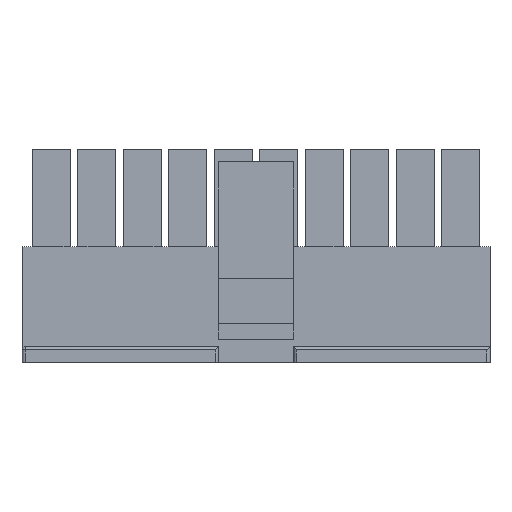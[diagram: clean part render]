
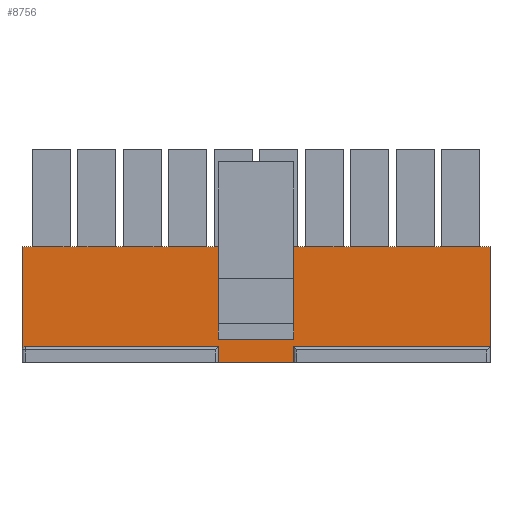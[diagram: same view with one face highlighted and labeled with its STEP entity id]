
A CAD part, top view. The second image highlights one B-rep face of the part: STEP entity #8756.
In plain terms, the highlighted planar face has unit normal (0, 0, 1).
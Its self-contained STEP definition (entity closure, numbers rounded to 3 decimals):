
#47=CIRCLE('',#9254,0.2);
#1170=ORIENTED_EDGE('',*,*,#2565,.F.);
#1171=ORIENTED_EDGE('',*,*,#3394,.T.);
#1172=ORIENTED_EDGE('',*,*,#2571,.T.);
#1173=ORIENTED_EDGE('',*,*,#3395,.T.);
#1174=ORIENTED_EDGE('',*,*,#3396,.T.);
#1175=ORIENTED_EDGE('',*,*,#3397,.F.);
#1176=ORIENTED_EDGE('',*,*,#3398,.F.);
#1177=ORIENTED_EDGE('',*,*,#3399,.F.);
#1178=ORIENTED_EDGE('',*,*,#3400,.T.);
#1179=ORIENTED_EDGE('',*,*,#3401,.F.);
#1180=ORIENTED_EDGE('',*,*,#3402,.T.);
#1181=ORIENTED_EDGE('',*,*,#3387,.F.);
#1182=ORIENTED_EDGE('',*,*,#3403,.T.);
#1183=ORIENTED_EDGE('',*,*,#2676,.F.);
#1184=ORIENTED_EDGE('',*,*,#3404,.F.);
#1185=ORIENTED_EDGE('',*,*,#3386,.F.);
#1186=ORIENTED_EDGE('',*,*,#3405,.T.);
#2565=EDGE_CURVE('',#3819,#3820,#4619,.T.);
#2571=EDGE_CURVE('',#3825,#3826,#4625,.T.);
#2676=EDGE_CURVE('',#3911,#3912,#4729,.T.);
#3386=EDGE_CURVE('',#4457,#4454,#5434,.T.);
#3387=EDGE_CURVE('',#4458,#4459,#5435,.T.);
#3394=EDGE_CURVE('',#3819,#3825,#5442,.T.);
#3395=EDGE_CURVE('',#3826,#3820,#5443,.T.);
#3396=EDGE_CURVE('',#4464,#4465,#5444,.T.);
#3397=EDGE_CURVE('',#4466,#4465,#5445,.T.);
#3398=EDGE_CURVE('',#4467,#4466,#5446,.T.);
#3399=EDGE_CURVE('',#4464,#4467,#5447,.T.);
#3400=EDGE_CURVE('',#4468,#4469,#5448,.T.);
#3401=EDGE_CURVE('',#4470,#4469,#5449,.T.);
#3402=EDGE_CURVE('',#4470,#4459,#47,.F.);
#3403=EDGE_CURVE('',#4458,#3912,#5450,.T.);
#3404=EDGE_CURVE('',#4454,#3911,#5451,.T.);
#3405=EDGE_CURVE('',#4457,#4468,#5452,.T.);
#3819=VERTEX_POINT('',#11809);
#3820=VERTEX_POINT('',#11811);
#3825=VERTEX_POINT('',#11824);
#3826=VERTEX_POINT('',#11825);
#3911=VERTEX_POINT('',#12031);
#3912=VERTEX_POINT('',#12033);
#4454=VERTEX_POINT('',#13429);
#4457=VERTEX_POINT('',#13434);
#4458=VERTEX_POINT('',#13438);
#4459=VERTEX_POINT('',#13439);
#4464=VERTEX_POINT('',#13455);
#4465=VERTEX_POINT('',#13456);
#4466=VERTEX_POINT('',#13458);
#4467=VERTEX_POINT('',#13460);
#4468=VERTEX_POINT('',#13463);
#4469=VERTEX_POINT('',#13464);
#4470=VERTEX_POINT('',#13466);
#4619=LINE('',#11810,#5854);
#4625=LINE('',#11823,#5860);
#4729=LINE('',#12032,#5964);
#5434=LINE('',#13435,#6669);
#5435=LINE('',#13437,#6670);
#5442=LINE('',#13452,#6677);
#5443=LINE('',#13453,#6678);
#5444=LINE('',#13454,#6679);
#5445=LINE('',#13457,#6680);
#5446=LINE('',#13459,#6681);
#5447=LINE('',#13461,#6682);
#5448=LINE('',#13462,#6683);
#5449=LINE('',#13465,#6684);
#5450=LINE('',#13468,#6685);
#5451=LINE('',#13469,#6686);
#5452=LINE('',#13470,#6687);
#5854=VECTOR('',#9580,1000.);
#5860=VECTOR('',#9590,1000.);
#5964=VECTOR('',#9730,1000.);
#6669=VECTOR('',#10739,1000.);
#6670=VECTOR('',#10742,1000.);
#6677=VECTOR('',#10753,1000.);
#6678=VECTOR('',#10754,1000.);
#6679=VECTOR('',#10755,1000.);
#6680=VECTOR('',#10756,1000.);
#6681=VECTOR('',#10757,1000.);
#6682=VECTOR('',#10758,1000.);
#6683=VECTOR('',#10759,1000.);
#6684=VECTOR('',#10760,1000.);
#6685=VECTOR('',#10763,1000.);
#6686=VECTOR('',#10764,1000.);
#6687=VECTOR('',#10765,1000.);
#7286=EDGE_LOOP('',(#1170,#1171,#1172,#1173));
#7287=EDGE_LOOP('',(#1174,#1175,#1176,#1177));
#7288=EDGE_LOOP('',(#1178,#1179,#1180,#1181,#1182,#1183,#1184,#1185,#1186));
#7804=FACE_BOUND('',#7286,.T.);
#7805=FACE_BOUND('',#7287,.T.);
#7806=FACE_BOUND('',#7288,.T.);
#8292=PLANE('',#9253);
#8756=ADVANCED_FACE('',(#7804,#7805,#7806),#8292,.T.);
#9253=AXIS2_PLACEMENT_3D('',#13451,#10751,#10752);
#9254=AXIS2_PLACEMENT_3D('',#13467,#10761,#10762);
#9580=DIRECTION('',(-1.,0.,0.));
#9590=DIRECTION('',(-1.,0.,0.));
#9730=DIRECTION('',(-1.,0.,0.));
#10739=DIRECTION('',(-1.,0.,0.));
#10742=DIRECTION('',(-1.,0.,0.));
#10751=DIRECTION('',(0.,0.,1.));
#10752=DIRECTION('',(1.,0.,0.));
#10753=DIRECTION('',(0.,-1.,0.));
#10754=DIRECTION('',(0.,1.,0.));
#10755=DIRECTION('',(-1.,0.,0.));
#10756=DIRECTION('',(0.,-1.,0.));
#10757=DIRECTION('',(-1.,0.,0.));
#10758=DIRECTION('',(0.,1.,0.));
#10759=DIRECTION('',(-1.,0.,0.));
#10760=DIRECTION('',(0.,1.,0.));
#10761=DIRECTION('',(0.,0.,1.));
#10762=DIRECTION('',(1.,0.,0.));
#10763=DIRECTION('',(0.,-1.,0.));
#10764=DIRECTION('',(0.,-1.,0.));
#10765=DIRECTION('',(0.,1.,0.));
#11809=CARTESIAN_POINT('',(-1.625,2.419,1.93));
#11810=CARTESIAN_POINT('',(2.5,2.419,1.93));
#11811=CARTESIAN_POINT('',(-2.5,2.419,1.93));
#11823=CARTESIAN_POINT('',(2.5,1.619,1.93));
#11824=CARTESIAN_POINT('',(-1.625,1.619,1.93));
#11825=CARTESIAN_POINT('',(-2.5,1.619,1.93));
#12031=CARTESIAN_POINT('',(2.5,-4.3,1.93));
#12032=CARTESIAN_POINT('',(2.5,-4.3,1.93));
#12033=CARTESIAN_POINT('',(-2.5,-4.3,1.93));
#13429=CARTESIAN_POINT('',(2.5,-3.3,1.93));
#13434=CARTESIAN_POINT('',(15.425,-3.3,1.93));
#13435=CARTESIAN_POINT('',(15.425,-3.3,1.93));
#13437=CARTESIAN_POINT('',(15.425,-3.3,1.93));
#13438=CARTESIAN_POINT('',(-2.5,-3.3,1.93));
#13439=CARTESIAN_POINT('',(-15.225,-3.3,1.93));
#13451=CARTESIAN_POINT('',(15.425,-3.3,1.93));
#13452=CARTESIAN_POINT('',(-1.625,6.65,1.93));
#13453=CARTESIAN_POINT('',(-2.5,1.619,1.93));
#13454=CARTESIAN_POINT('',(2.5,1.619,1.93));
#13455=CARTESIAN_POINT('',(2.5,1.619,1.93));
#13456=CARTESIAN_POINT('',(1.625,1.619,1.93));
#13457=CARTESIAN_POINT('',(1.625,6.65,1.93));
#13458=CARTESIAN_POINT('',(1.625,2.419,1.93));
#13459=CARTESIAN_POINT('',(2.5,2.419,1.93));
#13460=CARTESIAN_POINT('',(2.5,2.419,1.93));
#13461=CARTESIAN_POINT('',(2.5,1.619,1.93));
#13462=CARTESIAN_POINT('',(15.425,3.3,1.93));
#13463=CARTESIAN_POINT('',(15.425,3.3,1.93));
#13464=CARTESIAN_POINT('',(-15.425,3.3,1.93));
#13465=CARTESIAN_POINT('',(-15.425,-3.3,1.93));
#13466=CARTESIAN_POINT('',(-15.425,-3.5,1.93));
#13467=CARTESIAN_POINT('',(-15.225,-3.5,1.93));
#13468=CARTESIAN_POINT('',(-2.5,30.528,1.93));
#13469=CARTESIAN_POINT('',(2.5,30.528,1.93));
#13470=CARTESIAN_POINT('',(15.425,-3.3,1.93));
